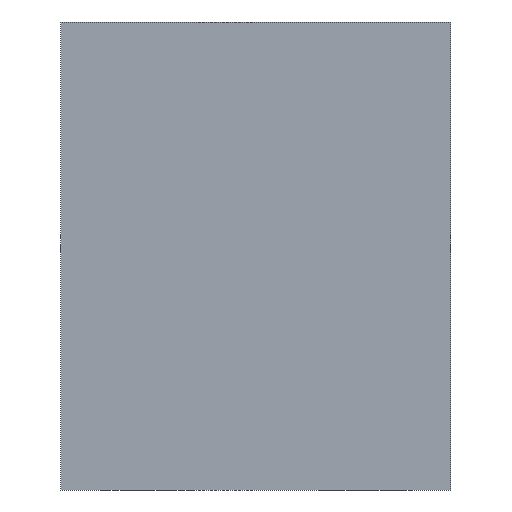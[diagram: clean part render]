
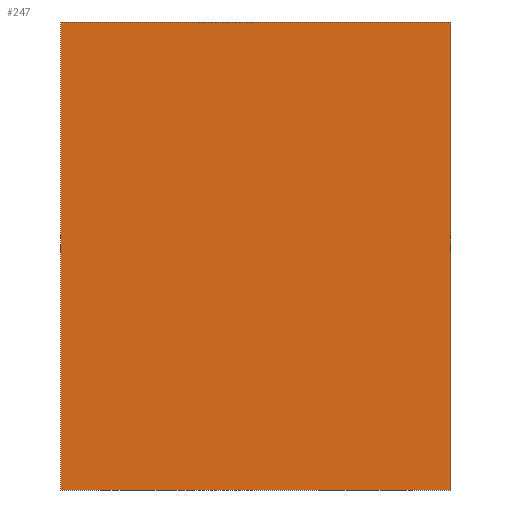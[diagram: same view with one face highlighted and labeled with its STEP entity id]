
A CAD part, front view. The second image highlights one B-rep face of the part: STEP entity #247.
In plain terms, the highlighted planar face has unit normal (0, -1, 0).
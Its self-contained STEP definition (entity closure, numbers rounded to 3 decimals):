
#27=PLANE('',#298);
#43=FACE_OUTER_BOUND('',#63,.T.);
#63=EDGE_LOOP('',(#203,#204,#205,#206));
#79=LINE('',#424,#97);
#80=LINE('',#426,#98);
#81=LINE('',#428,#99);
#82=LINE('',#429,#100);
#97=VECTOR('',#358,10.);
#98=VECTOR('',#359,10.);
#99=VECTOR('',#360,10.);
#100=VECTOR('',#361,10.);
#133=VERTEX_POINT('',#422);
#134=VERTEX_POINT('',#423);
#135=VERTEX_POINT('',#425);
#136=VERTEX_POINT('',#427);
#159=EDGE_CURVE('',#133,#134,#79,.T.);
#160=EDGE_CURVE('',#134,#135,#80,.T.);
#161=EDGE_CURVE('',#136,#135,#81,.T.);
#162=EDGE_CURVE('',#133,#136,#82,.T.);
#203=ORIENTED_EDGE('',*,*,#159,.T.);
#204=ORIENTED_EDGE('',*,*,#160,.T.);
#205=ORIENTED_EDGE('',*,*,#161,.F.);
#206=ORIENTED_EDGE('',*,*,#162,.F.);
#247=ADVANCED_FACE('',(#43),#27,.T.);
#298=AXIS2_PLACEMENT_3D('',#421,#356,#357);
#356=DIRECTION('center_axis',(0.,-1.,0.));
#357=DIRECTION('ref_axis',(1.,0.,0.));
#358=DIRECTION('',(1.,0.,0.));
#359=DIRECTION('',(0.,0.,1.));
#360=DIRECTION('',(1.,0.,0.));
#361=DIRECTION('',(0.,0.,1.));
#421=CARTESIAN_POINT('Origin',(-12.5,-10.,0.));
#422=CARTESIAN_POINT('',(-12.5,-10.,0.));
#423=CARTESIAN_POINT('',(12.5,-10.,0.));
#424=CARTESIAN_POINT('',(-12.5,-10.,0.));
#425=CARTESIAN_POINT('',(12.5,-10.,30.));
#426=CARTESIAN_POINT('',(12.5,-10.,0.));
#427=CARTESIAN_POINT('',(-12.5,-10.,30.));
#428=CARTESIAN_POINT('',(-12.5,-10.,30.));
#429=CARTESIAN_POINT('',(-12.5,-10.,0.));
